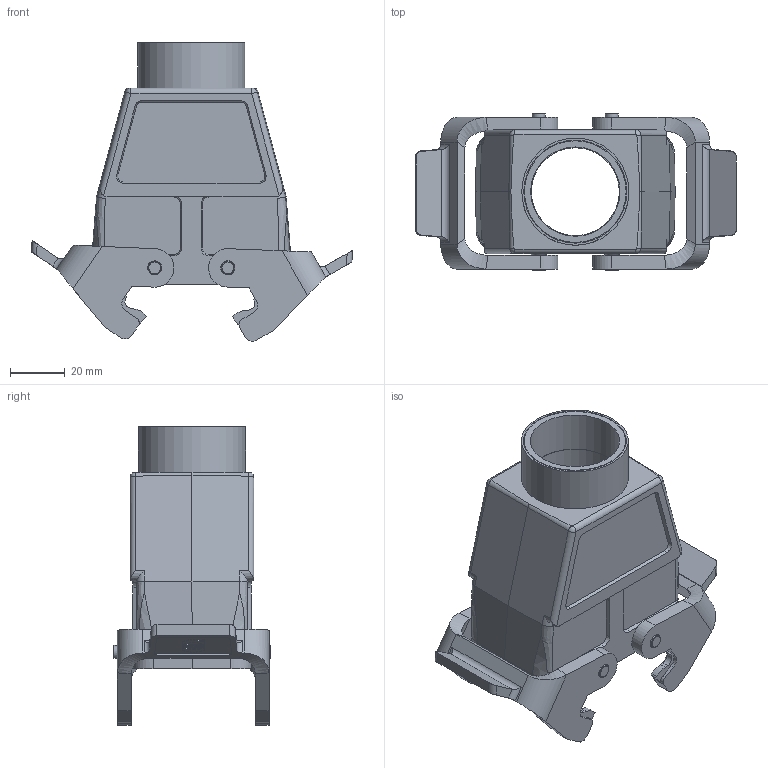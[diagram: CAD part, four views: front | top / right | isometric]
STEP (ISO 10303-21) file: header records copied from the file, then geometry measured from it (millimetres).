
FILE_DESCRIPTION((''),'2;1');
FILE_NAME('05300100465.stp','2020-07-07T13:35:19',('e.eickhoff'),(''),'Autodesk Inventor 2012','Autodesk Inventor 2012','');
FILE_SCHEMA(('AUTOMOTIVE_DESIGN { 1 0 10303 214 1 1 1 1 }'));
Length unit declared in the file: millimetre
Products named in the file (4): 05300100465; 05300100465 Bügel; M32-PG29 Adapter
Assembly tree (4 placements, depth 2):
  05300100465
    05300100465 Bügel  x2
    05300100465
    M32-PG29 Adapter
Bounding box: 116.73 x 57.2 x 108.56 mm (x, y, z)
Volume: 86669.7 mm3; surface area: 54590.1 mm2
Topology: 4 solids, 5 shells, 663 faces, 1719 edges, 1125 vertices
Faces by surface type: plane 442, cylinder 132, cone 40, bspline 39, sphere 8, torus 2
Full cylindrical faces by diameter (mm): 0.537 x2, 0.788 x2, 3 x4, 5.13 x4, 32 x1, 32.5 x1, 35 x1, 35.6 x1, 37 x1, 37.5 x1, 39 x1
Entity records: 18032 total; most frequent: CARTESIAN_POINT 5787, ORIENTED_EDGE 2424, DIRECTION 2301, EDGE_CURVE 1212, VECTOR 827, LINE 827, VERTEX_POINT 811, AXIS2_PLACEMENT_3D 737
